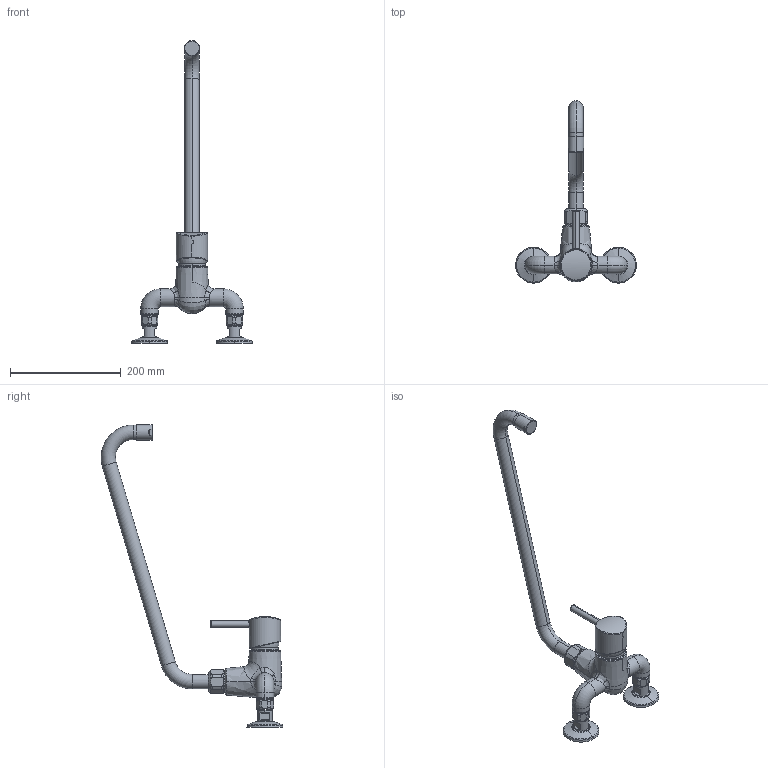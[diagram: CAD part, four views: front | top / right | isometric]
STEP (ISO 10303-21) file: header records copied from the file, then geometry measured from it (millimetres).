
FILE_DESCRIPTION((''),'2;1');
FILE_NAME('24_502_196_XXX','2012-01-03T',('HEF'),(''),'PRO/ENGINEER BY PARAMETRIC TECHNOLOGY CORPORATION, 2011080','PRO/ENGINEER BY PARAMETRIC TECHNOLOGY CORPORATION, 2011080','');
FILE_SCHEMA(('AUTOMOTIVE_DESIGN_CC2 { 1 2 10303 214 -1 1 5 2 }'));
Length unit declared in the file: millimetre
Products named in the file (1): 24_502_196_XXX
Bounding box: 218 x 328.08 x 546.64 mm (x, y, z)
Volume: 1009290.4 mm3; surface area: 138726.5 mm2
Topology: 3 solids, 4 shells, 293 faces, 702 edges, 426 vertices
Faces by surface type: torus 73, plane 65, cylinder 63, bspline 57, cone 30, sphere 5
Entity records: 16371 total; most frequent: CARTESIAN_POINT 7390, ORIENTED_EDGE 1404, DIRECTION 1254, EDGE_CURVE 702, AXIS2_PLACEMENT_3D 557, VERTEX_POINT 426, FILL_AREA_STYLE_COLOUR 402, FILL_AREA_STYLE 402
